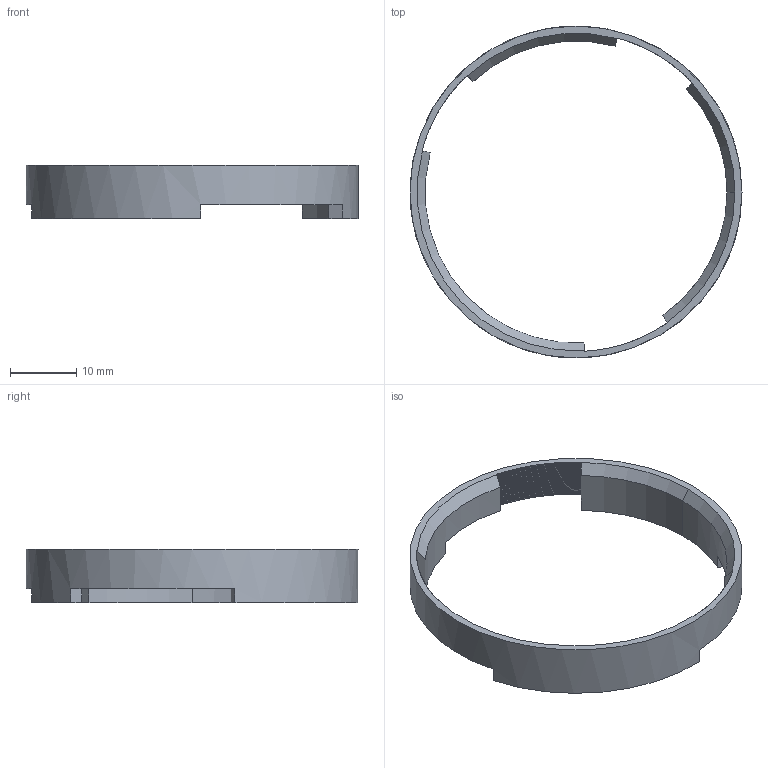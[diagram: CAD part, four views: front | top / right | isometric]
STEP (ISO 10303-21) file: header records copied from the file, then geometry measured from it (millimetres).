
FILE_DESCRIPTION(('FreeCAD Model'),'2;1');
FILE_NAME('Open CASCADE Shape Model','2022-04-14T19:41:21',('Author'),( ''),'Open CASCADE STEP processor 7.5','FreeCAD','Unknown');
FILE_SCHEMA(('AUTOMOTIVE_DESIGN { 1 0 10303 214 1 1 1 1 }'));
Length unit declared in the file: millimetre
Products named in the file (1): difference007
Bounding box: 50 x 50 x 8 mm (x, y, z)
Volume: 1946.9 mm3; surface area: 2651.2 mm2
Topology: 1 solids, 1 shells, 328 faces, 980 edges, 653 vertices
Faces by surface type: plane 319, cylinder 5, cone 4
Full cylindrical faces by diameter (mm): 50 x1
Entity records: 22319 total; most frequent: CARTESIAN_POINT 5221, DIRECTION 2343, ORIENTED_EDGE 1960, PCURVE 1960, DEFINITIONAL_REPRESENTATION 1960, LINE 1605, VECTOR 1605, B_SPLINE_CURVE_WITH_KNOTS 1281
